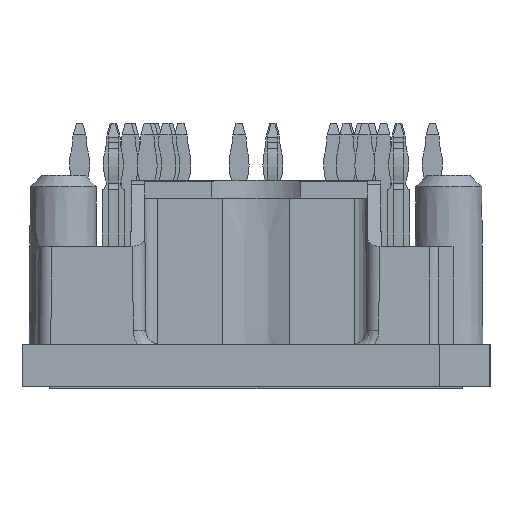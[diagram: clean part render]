
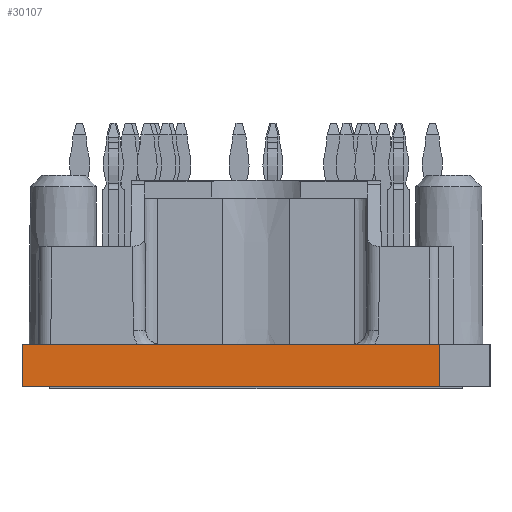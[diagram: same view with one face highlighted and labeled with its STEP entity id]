
A CAD part, left-side view. The second image highlights one B-rep face of the part: STEP entity #30107.
In plain terms, the highlighted planar face has unit normal (-1, 0, 0).
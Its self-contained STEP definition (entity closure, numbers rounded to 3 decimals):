
#3041=ORIENTED_EDGE('',*,*,#8844,.T.);
#3042=ORIENTED_EDGE('',*,*,#8867,.F.);
#3043=ORIENTED_EDGE('',*,*,#8860,.T.);
#3044=ORIENTED_EDGE('',*,*,#8868,.T.);
#8844=EDGE_CURVE('',#11689,#11687,#13766,.T.);
#8860=EDGE_CURVE('',#11697,#11696,#13782,.T.);
#8867=EDGE_CURVE('',#11697,#11687,#13789,.T.);
#8868=EDGE_CURVE('',#11696,#11689,#13790,.T.);
#11687=VERTEX_POINT('',#41792);
#11689=VERTEX_POINT('',#41795);
#11696=VERTEX_POINT('',#41823);
#11697=VERTEX_POINT('',#41825);
#13766=LINE('',#41794,#16142);
#13782=LINE('',#41824,#16158);
#13789=LINE('',#41836,#16165);
#13790=LINE('',#41837,#16166);
#16142=VECTOR('',#35115,1000.);
#16158=VECTOR('',#35143,1000.);
#16165=VECTOR('',#35156,1000.);
#16166=VECTOR('',#35157,1000.);
#18245=EDGE_LOOP('',(#3041,#3042,#3043,#3044));
#19565=FACE_BOUND('',#18245,.T.);
#20648=PLANE('',#31658);
#30107=ADVANCED_FACE('',(#19565),#20648,.F.);
#31658=AXIS2_PLACEMENT_3D('',#41835,#35154,#35155);
#35115=DIRECTION('',(0.,0.,1.));
#35143=DIRECTION('',(0.,0.,-1.));
#35154=DIRECTION('',(1.,0.,0.));
#35155=DIRECTION('',(0.,1.,0.));
#35156=DIRECTION('',(0.,-1.,0.));
#35157=DIRECTION('',(0.,-1.,0.));
#41792=CARTESIAN_POINT('',(-41.,-14.7,3.4));
#41794=CARTESIAN_POINT('',(-41.,-14.7,3.4));
#41795=CARTESIAN_POINT('',(-41.,-14.7,0.));
#41823=CARTESIAN_POINT('',(-41.,18.7,0.));
#41824=CARTESIAN_POINT('',(-41.,18.7,3.4));
#41825=CARTESIAN_POINT('',(-41.,18.7,3.4));
#41835=CARTESIAN_POINT('',(-41.,18.7,3.4));
#41836=CARTESIAN_POINT('',(-41.,18.7,3.4));
#41837=CARTESIAN_POINT('',(-41.,18.7,0.));
